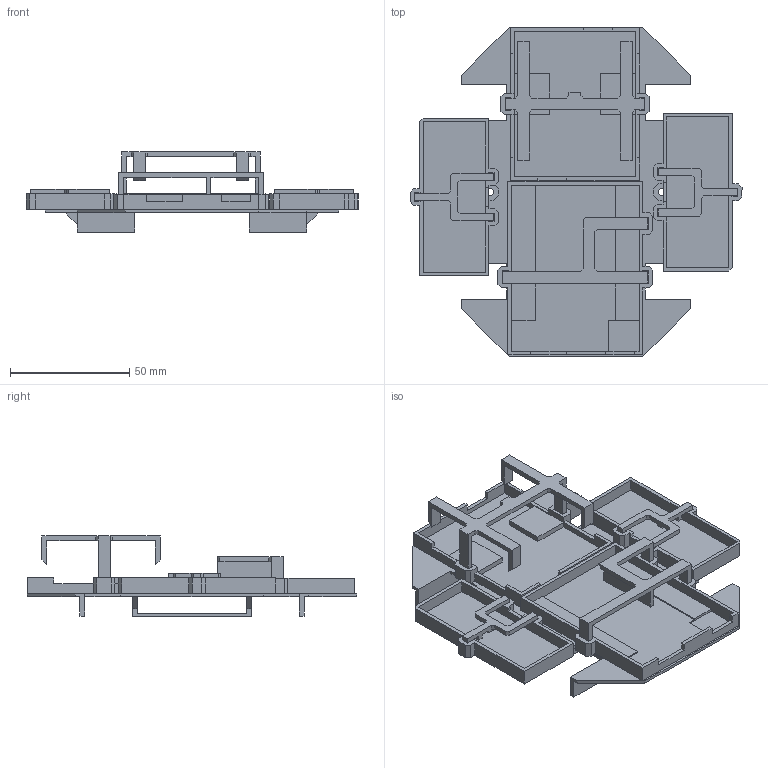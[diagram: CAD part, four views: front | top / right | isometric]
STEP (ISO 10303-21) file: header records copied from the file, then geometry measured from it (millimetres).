
FILE_DESCRIPTION(/* description */ ('','CAx-IF Rec.Pracs.---Representation and Presentation of Product Manufacturing Information (PMI)---4.0---2014-10-13'),/* implementation_level */ '2;1');
FILE_NAME(/* name */ 'Suporters&Holders.step',/* time_stamp */ '2024-12-14T11:58:23Z',/* author */ (''),/* organization */ (''),/* preprocessor_version */ 'ST-DEVELOPER v20',/* originating_system */ 'Autodesk Translation Framework v13.20.0.188',/* authorisation */ '');
FILE_SCHEMA (('AP242_MANAGED_MODEL_BASED_3D_ENGINEERING_MIM_LF { 1 0 10303 442 1 1 4 }'));
Length unit declared in the file: millimetre
Products named in the file (8): Suporters&Holders; boardHolder v5; Regulator Holder; Main Holder; Regulator  Fixator; Main Fixator Top; Pca Fixator; Pca Holder
Assembly tree (9 placements, depth 3):
  Suporters&Holders
    boardHolder v5
      Pca Holder
      Regulator Holder
      Main Holder
      Regulator  Fixator
      Pca Fixator
      Main Fixator Top
    Pca Fixator
    Pca Holder
Bounding box: 138.95 x 137.75 x 33.5 mm (x, y, z)
Volume: 52573.3 mm3; surface area: 75819 mm2
Topology: 9 solids, 9 shells, 408 faces, 1170 edges, 780 vertices
Faces by surface type: plane 404, cylinder 4
Full cylindrical faces by diameter (mm): 3 x2, 7.5 x2
Entity records: 10860 total; most frequent: CARTESIAN_POINT 1921, ORIENTED_EDGE 1890, DIRECTION 1645, EDGE_CURVE 945, LINE 937, VECTOR 937, VERTEX_POINT 630, EDGE_LOOP 357
